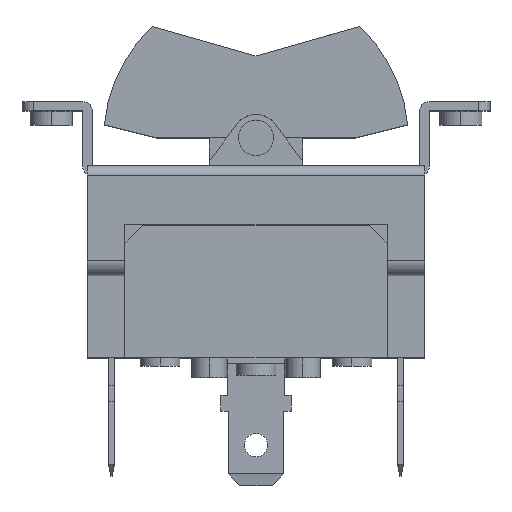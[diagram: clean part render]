
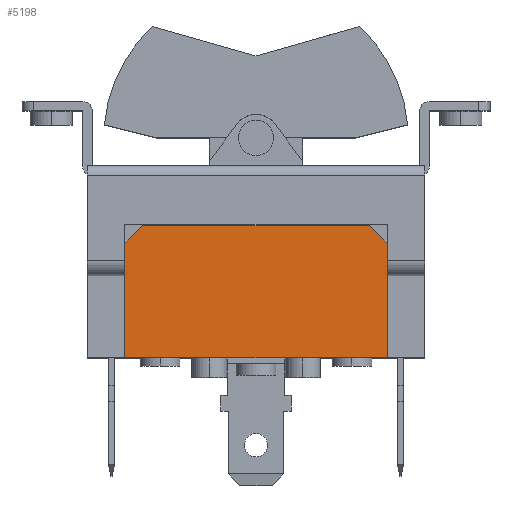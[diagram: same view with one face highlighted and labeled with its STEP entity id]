
A CAD part, top view. The second image highlights one B-rep face of the part: STEP entity #5198.
In plain terms, the highlighted planar face has unit normal (0, 0, 1).
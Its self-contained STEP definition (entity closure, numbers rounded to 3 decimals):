
#160 = DIRECTION ( 'NONE',  ( -0.707, 0.707, 0. ) ) ;
#384 = EDGE_CURVE ( 'NONE', #2989, #5366, #7766, .T. ) ;
#609 = PLANE ( 'NONE',  #3227 ) ;
#696 = CARTESIAN_POINT ( 'NONE',  ( 0., -14.8, 8. ) ) ;
#1201 = LINE ( 'NONE', #2544, #7847 ) ;
#1339 = DIRECTION ( 'NONE',  ( 0., 0., 1. ) ) ;
#1433 = CARTESIAN_POINT ( 'NONE',  ( -9.7, -3.5, 8. ) ) ;
#1456 = DIRECTION ( 'NONE',  ( 0.707, 0.707, 0. ) ) ;
#1748 = EDGE_CURVE ( 'NONE', #5139, #8126, #3234, .T. ) ;
#1932 = EDGE_CURVE ( 'NONE', #8126, #5940, #1201, .T. ) ;
#1934 = ORIENTED_EDGE ( 'NONE', *, *, #4065, .T. ) ;
#1980 = DIRECTION ( 'NONE',  ( -1., 0., 0. ) ) ;
#2148 = EDGE_CURVE ( 'NONE', #2989, #5910, #7747, .T. ) ;
#2217 = CARTESIAN_POINT ( 'NONE',  ( 9.7, -3.5, 8. ) ) ;
#2529 = VECTOR ( 'NONE', #7445, 1000. ) ;
#2544 = CARTESIAN_POINT ( 'NONE',  ( 0., -3.5, 8. ) ) ;
#2553 = CARTESIAN_POINT ( 'NONE',  ( -11.2, -14.8, 8. ) ) ;
#2864 = CARTESIAN_POINT ( 'NONE',  ( -11.2, -5., 8. ) ) ;
#2901 = ORIENTED_EDGE ( 'NONE', *, *, #1748, .T. ) ;
#2989 = VERTEX_POINT ( 'NONE', #2553 ) ;
#2998 = CARTESIAN_POINT ( 'NONE',  ( 0., -14.8, 8. ) ) ;
#3182 = ORIENTED_EDGE ( 'NONE', *, *, #1932, .T. ) ;
#3227 = AXIS2_PLACEMENT_3D ( 'NONE', #696, #1339, #3893 ) ;
#3234 = LINE ( 'NONE', #4040, #4528 ) ;
#3339 = EDGE_LOOP ( 'NONE', ( #3182, #7513, #6368, #4711, #1934, #2901 ) ) ;
#3799 = EDGE_CURVE ( 'NONE', #5910, #5940, #5400, .T. ) ;
#3893 = DIRECTION ( 'NONE',  ( 1., 0., 0. ) ) ;
#4007 = LINE ( 'NONE', #4488, #4106 ) ;
#4040 = CARTESIAN_POINT ( 'NONE',  ( 9.7, -3.5, 8. ) ) ;
#4065 = EDGE_CURVE ( 'NONE', #5366, #5139, #4007, .T. ) ;
#4106 = VECTOR ( 'NONE', #6381, 1000. ) ;
#4488 = CARTESIAN_POINT ( 'NONE',  ( 11.2, -5., 8. ) ) ;
#4528 = VECTOR ( 'NONE', #160, 1000. ) ;
#4543 = VECTOR ( 'NONE', #7985, 1000. ) ;
#4711 = ORIENTED_EDGE ( 'NONE', *, *, #384, .T. ) ;
#4786 = CARTESIAN_POINT ( 'NONE',  ( -9.7, -3.5, 8. ) ) ;
#5139 = VERTEX_POINT ( 'NONE', #7006 ) ;
#5198 = ADVANCED_FACE ( 'NONE', ( #8094 ), #609, .T. ) ;
#5304 = VECTOR ( 'NONE', #1456, 1000. ) ;
#5366 = VERTEX_POINT ( 'NONE', #6638 ) ;
#5400 = LINE ( 'NONE', #1433, #5304 ) ;
#5910 = VERTEX_POINT ( 'NONE', #6012 ) ;
#5940 = VERTEX_POINT ( 'NONE', #4786 ) ;
#6012 = CARTESIAN_POINT ( 'NONE',  ( -11.2, -5., 8. ) ) ;
#6368 = ORIENTED_EDGE ( 'NONE', *, *, #2148, .F. ) ;
#6381 = DIRECTION ( 'NONE',  ( 0., 1., 0. ) ) ;
#6638 = CARTESIAN_POINT ( 'NONE',  ( 11.2, -14.8, 8. ) ) ;
#7006 = CARTESIAN_POINT ( 'NONE',  ( 11.2, -5., 8. ) ) ;
#7445 = DIRECTION ( 'NONE',  ( 1., 0., 0. ) ) ;
#7513 = ORIENTED_EDGE ( 'NONE', *, *, #3799, .F. ) ;
#7747 = LINE ( 'NONE', #2864, #4543 ) ;
#7766 = LINE ( 'NONE', #2998, #2529 ) ;
#7847 = VECTOR ( 'NONE', #1980, 1000. ) ;
#7985 = DIRECTION ( 'NONE',  ( 0., 1., 0. ) ) ;
#8094 = FACE_OUTER_BOUND ( 'NONE', #3339, .T. ) ;
#8126 = VERTEX_POINT ( 'NONE', #2217 ) ;
